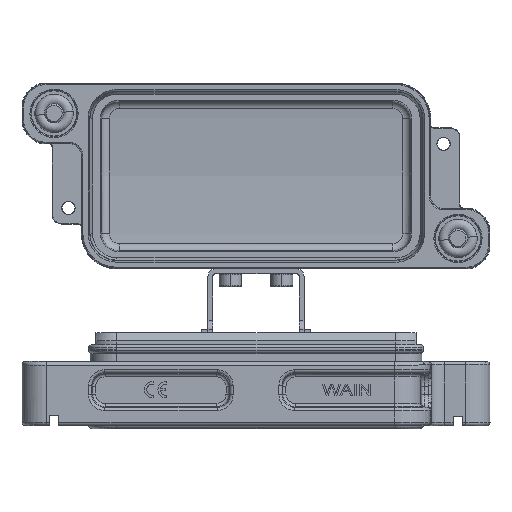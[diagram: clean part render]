
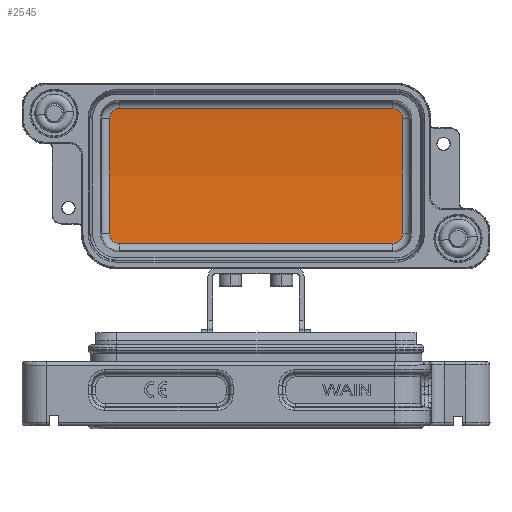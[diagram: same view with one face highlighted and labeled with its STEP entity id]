
A CAD part, top view. The second image highlights one B-rep face of the part: STEP entity #2545.
In plain terms, the highlighted cylindrical face has radius 197.5 mm (diameter 395 mm), a partial arc.
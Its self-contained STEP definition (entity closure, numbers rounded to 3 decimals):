
#588=CYLINDRICAL_SURFACE('',#22885,197.5);
#2545=ADVANCED_FACE('NONE',(#4289),#588,.F.);
#4289=FACE_OUTER_BOUND('',#5586,.T.);
#5586=EDGE_LOOP('',(#13088,#13089,#13090,#13091,#13092,#13093,#13094,#13095));
#7117=LINE('',#39439,#8499);
#7118=LINE('',#39492,#8500);
#8499=VECTOR('',#27065,1.);
#8500=VECTOR('',#27072,1.);
#13088=ORIENTED_EDGE('',*,*,#19640,.F.);
#13089=ORIENTED_EDGE('',*,*,#19643,.F.);
#13090=ORIENTED_EDGE('',*,*,#19644,.T.);
#13091=ORIENTED_EDGE('',*,*,#19645,.T.);
#13092=ORIENTED_EDGE('',*,*,#19646,.T.);
#13093=ORIENTED_EDGE('',*,*,#19630,.F.);
#13094=ORIENTED_EDGE('',*,*,#19634,.F.);
#13095=ORIENTED_EDGE('',*,*,#19637,.F.);
#16761=VERTEX_POINT('',#39390);
#16762=VERTEX_POINT('',#39395);
#16764=VERTEX_POINT('',#39422);
#16766=VERTEX_POINT('',#39438);
#16768=VERTEX_POINT('',#39460);
#16770=VERTEX_POINT('',#39479);
#16771=VERTEX_POINT('',#39491);
#16772=VERTEX_POINT('',#39493);
#19630=EDGE_CURVE('NONE',#16761,#16762,#21186,.T.);
#19634=EDGE_CURVE('NONE',#16764,#16761,#21190,.T.);
#19637=EDGE_CURVE('NONE',#16766,#16764,#7117,.T.);
#19640=EDGE_CURVE('NONE',#16768,#16766,#21194,.T.);
#19643=EDGE_CURVE('NONE',#16770,#16768,#21197,.T.);
#19644=EDGE_CURVE('NONE',#16770,#16771,#21198,.T.);
#19645=EDGE_CURVE('NONE',#16771,#16772,#7118,.T.);
#19646=EDGE_CURVE('NONE',#16772,#16762,#21199,.T.);
#21186=B_SPLINE_CURVE_WITH_KNOTS('',3,(#39391,#39392,#39393,#39394),
 .UNSPECIFIED.,.F.,.F.,(4,4),(0.,1.),.UNSPECIFIED.);
#21190=B_SPLINE_CURVE_WITH_KNOTS('',3,(#39423,#39424,#39425,#39426,#39427,
#39428),.UNSPECIFIED.,.F.,.F.,(4,2,4),(0.,0.5,1.),.UNSPECIFIED.);
#21194=B_SPLINE_CURVE_WITH_KNOTS('',3,(#39461,#39462,#39463,#39464,#39465,
#39466),.UNSPECIFIED.,.F.,.F.,(4,2,4),(0.,0.5,1.),.UNSPECIFIED.);
#21197=B_SPLINE_CURVE_WITH_KNOTS('',3,(#39480,#39481,#39482,#39483),
 .UNSPECIFIED.,.F.,.F.,(4,4),(0.,1.),.UNSPECIFIED.);
#21198=B_SPLINE_CURVE_WITH_KNOTS('',3,(#39485,#39486,#39487,#39488,#39489,
#39490),.UNSPECIFIED.,.F.,.F.,(4,2,4),(0.,0.5,1.),.UNSPECIFIED.);
#21199=B_SPLINE_CURVE_WITH_KNOTS('',3,(#39494,#39495,#39496,#39497,#39498,
#39499),.UNSPECIFIED.,.F.,.F.,(4,2,4),(0.,0.5,1.),.UNSPECIFIED.);
#22885=AXIS2_PLACEMENT_3D('',#39500,#27073,#27074);
#27065=DIRECTION('',(1.,0.,0.));
#27072=DIRECTION('',(1.,0.,0.));
#27073=DIRECTION('',(-1.,0.,0.));
#27074=DIRECTION('',(0.,1.,0.));
#39390=CARTESIAN_POINT('',(45.708,95.996,-76.178));
#39391=CARTESIAN_POINT('',(45.708,95.996,-76.178));
#39392=CARTESIAN_POINT('',(45.689,84.027,-77.273));
#39393=CARTESIAN_POINT('',(45.689,71.959,-77.273));
#39394=CARTESIAN_POINT('',(45.708,59.99,-76.178));
#39395=CARTESIAN_POINT('',(45.708,59.99,-76.178));
#39422=CARTESIAN_POINT('',(42.714,99.039,-75.875));
#39423=CARTESIAN_POINT('',(42.714,99.039,-75.874));
#39424=CARTESIAN_POINT('',(43.306,99.039,-75.877));
#39425=CARTESIAN_POINT('',(44.132,98.863,-75.897));
#39426=CARTESIAN_POINT('',(45.541,97.426,-76.041));
#39427=CARTESIAN_POINT('',(45.709,96.578,-76.123));
#39428=CARTESIAN_POINT('',(45.708,95.996,-76.179));
#39438=CARTESIAN_POINT('',(-42.714,99.039,-75.875));
#39439=CARTESIAN_POINT('',(48.5,99.039,-75.875));
#39460=CARTESIAN_POINT('',(-45.708,95.996,-76.178));
#39461=CARTESIAN_POINT('',(-45.708,95.996,-76.179));
#39462=CARTESIAN_POINT('',(-45.709,96.57,-76.124));
#39463=CARTESIAN_POINT('',(-45.528,97.439,-76.04));
#39464=CARTESIAN_POINT('',(-44.145,98.849,-75.899));
#39465=CARTESIAN_POINT('',(-43.3,99.039,-75.877));
#39466=CARTESIAN_POINT('',(-42.714,99.039,-75.874));
#39479=CARTESIAN_POINT('',(-45.708,59.99,-76.178));
#39480=CARTESIAN_POINT('',(-45.708,59.99,-76.178));
#39481=CARTESIAN_POINT('',(-45.689,71.959,-77.273));
#39482=CARTESIAN_POINT('',(-45.689,84.027,-77.273));
#39483=CARTESIAN_POINT('',(-45.708,95.996,-76.178));
#39485=CARTESIAN_POINT('',(-45.708,59.99,-76.178));
#39486=CARTESIAN_POINT('',(-45.709,59.185,-76.104));
#39487=CARTESIAN_POINT('',(-45.396,58.409,-76.028));
#39488=CARTESIAN_POINT('',(-44.268,57.264,-75.91));
#39489=CARTESIAN_POINT('',(-43.506,56.947,-75.876));
#39490=CARTESIAN_POINT('',(-42.714,56.947,-75.875));
#39491=CARTESIAN_POINT('',(-42.714,56.947,-75.875));
#39492=CARTESIAN_POINT('',(43.215,56.947,-75.875));
#39493=CARTESIAN_POINT('',(42.714,56.947,-75.875));
#39494=CARTESIAN_POINT('',(42.714,56.947,-75.875));
#39495=CARTESIAN_POINT('',(43.506,56.947,-75.876));
#39496=CARTESIAN_POINT('',(44.268,57.264,-75.91));
#39497=CARTESIAN_POINT('',(45.396,58.409,-76.027));
#39498=CARTESIAN_POINT('',(45.709,59.185,-76.104));
#39499=CARTESIAN_POINT('',(45.708,59.99,-76.178));
#39500=CARTESIAN_POINT('',(48.5,77.993,120.5));
